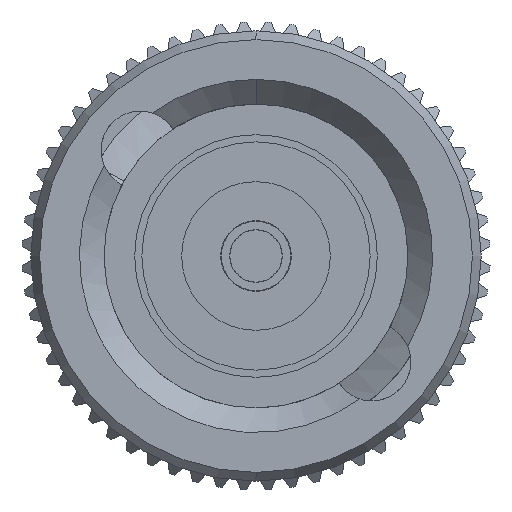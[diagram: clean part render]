
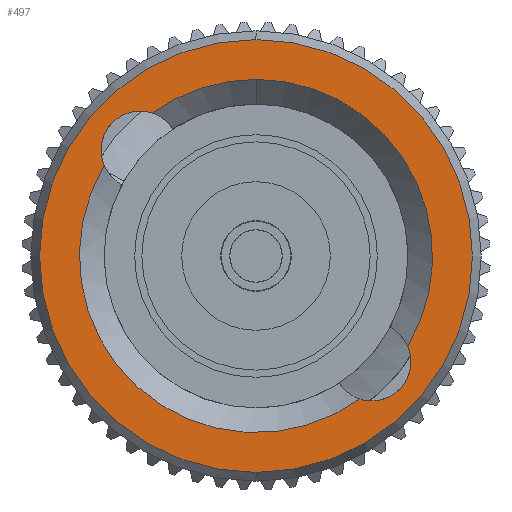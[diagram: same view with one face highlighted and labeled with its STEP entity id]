
A CAD part, left-side view. The second image highlights one B-rep face of the part: STEP entity #497.
In plain terms, the highlighted planar face has unit normal (-1, 0, 0).
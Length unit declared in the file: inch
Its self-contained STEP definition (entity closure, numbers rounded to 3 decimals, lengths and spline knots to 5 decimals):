
#497 = ADVANCED_FACE ( 'NONE', ( #3376, #4977 ), #6807, .F. ) ;
#579 = DIRECTION ( 'NONE',  ( 0., 0., -1. ) ) ;
#618 = CARTESIAN_POINT ( 'NONE',  ( 0.33873, 0., -0.26339 ) ) ;
#1010 = EDGE_CURVE ( 'NONE', #7176, #8949, #5898, .T. ) ;
#1131 = DIRECTION ( 'NONE',  ( 1., 0., 0. ) ) ;
#1187 = DIRECTION ( 'NONE',  ( 0., 0., -1. ) ) ;
#1260 = AXIS2_PLACEMENT_3D ( 'NONE', #8130, #1131, #1187 ) ;
#1672 = AXIS2_PLACEMENT_3D ( 'NONE', #2771, #8849, #4374 ) ;
#1892 = EDGE_LOOP ( 'NONE', ( #5473, #5940, #3003, #7745, #11348, #5391 ) ) ;
#2131 = DIRECTION ( 'NONE',  ( 0., 0., -1. ) ) ;
#2142 = VERTEX_POINT ( 'NONE', #3645 ) ;
#2330 = EDGE_CURVE ( 'NONE', #6871, #7176, #6932, .T. ) ;
#2511 = DIRECTION ( 'NONE',  ( 0., 0., -1. ) ) ;
#2575 = DIRECTION ( 'NONE',  ( 0., 0., -1. ) ) ;
#2771 = CARTESIAN_POINT ( 'NONE',  ( 0.33873, 0., 0. ) ) ;
#2947 = EDGE_CURVE ( 'NONE', #6287, #6871, #7126, .T. ) ;
#3003 = ORIENTED_EDGE ( 'NONE', *, *, #2330, .T. ) ;
#3004 = DIRECTION ( 'NONE',  ( 1., 0., 0. ) ) ;
#3037 = CARTESIAN_POINT ( 'NONE',  ( 0.33873, 0.1262, 0.174 ) ) ;
#3172 = ORIENTED_EDGE ( 'NONE', *, *, #8904, .F. ) ;
#3326 = CARTESIAN_POINT ( 'NONE',  ( 0.33873, 0., 0. ) ) ;
#3376 = FACE_BOUND ( 'NONE', #1892, .T. ) ;
#3627 = CARTESIAN_POINT ( 'NONE',  ( 0.33873, -0.1262, -0.174 ) ) ;
#3645 = CARTESIAN_POINT ( 'NONE',  ( 0.33873, 0., -0.26339 ) ) ;
#4139 = ORIENTED_EDGE ( 'NONE', *, *, #6182, .F. ) ;
#4374 = DIRECTION ( 'NONE',  ( 0., 0., -1. ) ) ;
#4639 = AXIS2_PLACEMENT_3D ( 'NONE', #7828, #3004, #2131 ) ;
#4867 = DIRECTION ( 'NONE',  ( 0., 0., -1. ) ) ;
#4922 = CIRCLE ( 'NONE', #1260, 0.21494 ) ;
#4977 = FACE_OUTER_BOUND ( 'NONE', #6314, .T. ) ;
#5060 = DIRECTION ( 'NONE',  ( 0., 0., -1. ) ) ;
#5101 = AXIS2_PLACEMENT_3D ( 'NONE', #3326, #6817, #2575 ) ;
#5224 = CIRCLE ( 'NONE', #6330, 0.21494 ) ;
#5289 = AXIS2_PLACEMENT_3D ( 'NONE', #5579, #9258, #10765 ) ;
#5391 = ORIENTED_EDGE ( 'NONE', *, *, #6392, .T. ) ;
#5473 = ORIENTED_EDGE ( 'NONE', *, *, #10255, .T. ) ;
#5579 = CARTESIAN_POINT ( 'NONE',  ( 0.33873, -0.14101, -0.12878 ) ) ;
#5898 = CIRCLE ( 'NONE', #4639, 0.04758 ) ;
#5940 = ORIENTED_EDGE ( 'NONE', *, *, #2947, .T. ) ;
#6165 = CARTESIAN_POINT ( 'NONE',  ( 0.33873, -0.1847, -0.10993 ) ) ;
#6182 = EDGE_CURVE ( 'NONE', #7166, #2142, #10234, .T. ) ;
#6239 = CARTESIAN_POINT ( 'NONE',  ( 0.33873, 0., 0.21494 ) ) ;
#6244 = VERTEX_POINT ( 'NONE', #7792 ) ;
#6287 = VERTEX_POINT ( 'NONE', #6239 ) ;
#6314 = EDGE_LOOP ( 'NONE', ( #3172, #4139 ) ) ;
#6330 = AXIS2_PLACEMENT_3D ( 'NONE', #6876, #6825, #579 ) ;
#6392 = EDGE_CURVE ( 'NONE', #6244, #6398, #6746, .T. ) ;
#6398 = VERTEX_POINT ( 'NONE', #3037 ) ;
#6406 = EDGE_CURVE ( 'NONE', #8949, #6244, #4922, .T. ) ;
#6574 = AXIS2_PLACEMENT_3D ( 'NONE', #7970, #8311, #4867 ) ;
#6746 = CIRCLE ( 'NONE', #6574, 0.04758 ) ;
#6779 = CIRCLE ( 'NONE', #1672, 0.26339 ) ;
#6807 = PLANE ( 'NONE',  #8489 ) ;
#6817 = DIRECTION ( 'NONE',  ( 1., 0., 0. ) ) ;
#6825 = DIRECTION ( 'NONE',  ( 1., 0., 0. ) ) ;
#6871 = VERTEX_POINT ( 'NONE', #6165 ) ;
#6876 = CARTESIAN_POINT ( 'NONE',  ( 0.33873, 0., 0. ) ) ;
#6882 = CARTESIAN_POINT ( 'NONE',  ( 0.33873, -0.14101, -0.17636 ) ) ;
#6932 = CIRCLE ( 'NONE', #5289, 0.04758 ) ;
#7126 = CIRCLE ( 'NONE', #8423, 0.21494 ) ;
#7166 = VERTEX_POINT ( 'NONE', #7804 ) ;
#7176 = VERTEX_POINT ( 'NONE', #6882 ) ;
#7745 = ORIENTED_EDGE ( 'NONE', *, *, #1010, .T. ) ;
#7792 = CARTESIAN_POINT ( 'NONE',  ( 0.33873, 0.1847, 0.10993 ) ) ;
#7804 = CARTESIAN_POINT ( 'NONE',  ( 0.33873, 0., 0.26339 ) ) ;
#7828 = CARTESIAN_POINT ( 'NONE',  ( 0.33873, -0.14101, -0.12878 ) ) ;
#7970 = CARTESIAN_POINT ( 'NONE',  ( 0.33873, 0.14101, 0.12878 ) ) ;
#8130 = CARTESIAN_POINT ( 'NONE',  ( 0.33873, 0., 0. ) ) ;
#8311 = DIRECTION ( 'NONE',  ( 1., 0., 0. ) ) ;
#8423 = AXIS2_PLACEMENT_3D ( 'NONE', #11213, #11267, #5060 ) ;
#8489 = AXIS2_PLACEMENT_3D ( 'NONE', #618, #10426, #2511 ) ;
#8849 = DIRECTION ( 'NONE',  ( 1., 0., 0. ) ) ;
#8904 = EDGE_CURVE ( 'NONE', #2142, #7166, #6779, .T. ) ;
#8949 = VERTEX_POINT ( 'NONE', #3627 ) ;
#9258 = DIRECTION ( 'NONE',  ( 1., 0., 0. ) ) ;
#10234 = CIRCLE ( 'NONE', #5101, 0.26339 ) ;
#10255 = EDGE_CURVE ( 'NONE', #6398, #6287, #5224, .T. ) ;
#10426 = DIRECTION ( 'NONE',  ( 1., 0., 0. ) ) ;
#10765 = DIRECTION ( 'NONE',  ( 0., 0., -1. ) ) ;
#11213 = CARTESIAN_POINT ( 'NONE',  ( 0.33873, 0., 0. ) ) ;
#11267 = DIRECTION ( 'NONE',  ( 1., 0., 0. ) ) ;
#11348 = ORIENTED_EDGE ( 'NONE', *, *, #6406, .T. ) ;
